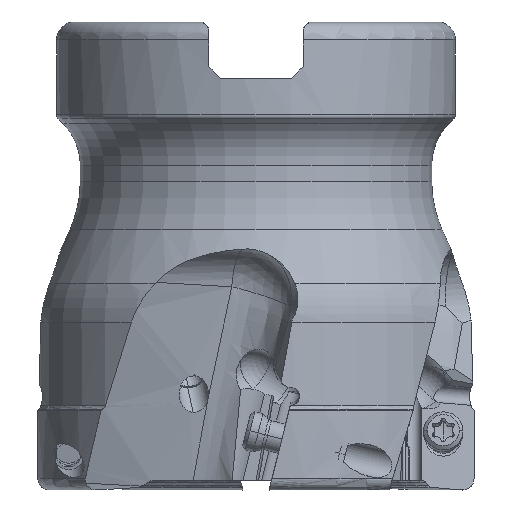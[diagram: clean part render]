
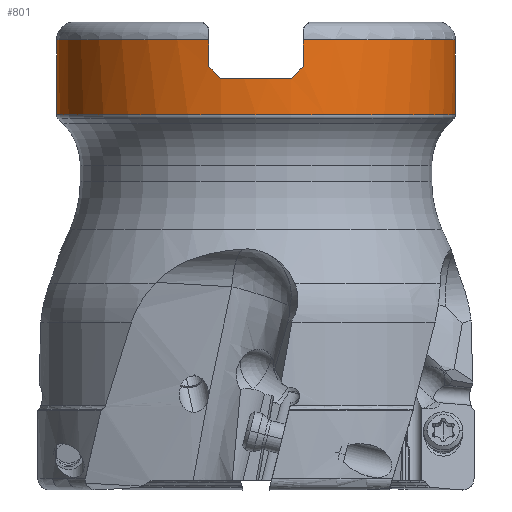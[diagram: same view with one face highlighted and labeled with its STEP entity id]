
A CAD part, front view. The second image highlights one B-rep face of the part: STEP entity #801.
In plain terms, the highlighted cylindrical face has radius 16.77 mm (diameter 33.54 mm), a partial arc.
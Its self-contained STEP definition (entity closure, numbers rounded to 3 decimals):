
#215=CYLINDRICAL_SURFACE('',#7507,16.77);
#424=FACE_OUTER_BOUND('',#1364,.T.);
#801=ADVANCED_FACE('',(#424),#215,.T.);
#1364=EDGE_LOOP('',(#3271,#3272,#3273,#3274,#3275,#3276,#3277,#3278,#3279,
#3280));
#1848=LINE('',#13492,#2145);
#1849=LINE('',#13497,#2146);
#1859=LINE('',#13600,#2156);
#1860=LINE('',#13614,#2157);
#2145=VECTOR('',#8580,1.);
#2146=VECTOR('',#8583,1.);
#2156=VECTOR('',#8617,1.);
#2157=VECTOR('',#8622,1.);
#2427=CIRCLE('',#7495,16.77);
#2432=CIRCLE('',#7504,16.77);
#2433=CIRCLE('',#7505,16.77);
#2434=CIRCLE('',#7506,16.77);
#3271=ORIENTED_EDGE('',*,*,#6075,.T.);
#3272=ORIENTED_EDGE('',*,*,#6076,.T.);
#3273=ORIENTED_EDGE('',*,*,#6077,.T.);
#3274=ORIENTED_EDGE('',*,*,#6078,.F.);
#3275=ORIENTED_EDGE('',*,*,#6079,.F.);
#3276=ORIENTED_EDGE('',*,*,#6080,.F.);
#3277=ORIENTED_EDGE('',*,*,#6049,.T.);
#3278=ORIENTED_EDGE('',*,*,#6081,.T.);
#3279=ORIENTED_EDGE('',*,*,#6047,.T.);
#3280=ORIENTED_EDGE('',*,*,#6059,.T.);
#5248=VERTEX_POINT('',#13493);
#5249=VERTEX_POINT('',#13494);
#5250=VERTEX_POINT('',#13496);
#5251=VERTEX_POINT('',#13498);
#5259=VERTEX_POINT('',#13540);
#5271=VERTEX_POINT('',#13599);
#5272=VERTEX_POINT('',#13606);
#5273=VERTEX_POINT('',#13608);
#5274=VERTEX_POINT('',#13613);
#5275=VERTEX_POINT('',#13615);
#6047=EDGE_CURVE('',#5248,#5249,#1848,.T.);
#6049=EDGE_CURVE('',#5251,#5250,#1849,.T.);
#6059=EDGE_CURVE('',#5249,#5259,#2427,.T.);
#6075=EDGE_CURVE('',#5259,#5271,#1859,.T.);
#6076=EDGE_CURVE('',#5271,#5272,#6994,.T.);
#6077=EDGE_CURVE('',#5272,#5273,#2432,.T.);
#6078=EDGE_CURVE('',#5274,#5273,#6995,.T.);
#6079=EDGE_CURVE('',#5275,#5274,#1860,.T.);
#6080=EDGE_CURVE('',#5251,#5275,#2433,.T.);
#6081=EDGE_CURVE('',#5250,#5248,#2434,.T.);
#6994=B_SPLINE_CURVE_WITH_KNOTS('',3,(#13602,#13603,#13604,#13605),
 .UNSPECIFIED.,.F.,.F.,(4,4),(0.,1.),.UNSPECIFIED.);
#6995=B_SPLINE_CURVE_WITH_KNOTS('',3,(#13609,#13610,#13611,#13612),
 .UNSPECIFIED.,.F.,.F.,(4,4),(0.,1.),.UNSPECIFIED.);
#7495=AXIS2_PLACEMENT_3D('',#13541,#8594,#8595);
#7504=AXIS2_PLACEMENT_3D('',#13607,#8620,#8621);
#7505=AXIS2_PLACEMENT_3D('',#13616,#8623,#8624);
#7506=AXIS2_PLACEMENT_3D('',#13617,#8625,#8626);
#7507=AXIS2_PLACEMENT_3D('',#13618,#8627,#8628);
#8580=DIRECTION('',(0.,0.,1.));
#8583=DIRECTION('',(0.,0.,-1.));
#8594=DIRECTION('',(0.,0.,-1.));
#8595=DIRECTION('',(1.,0.,0.));
#8617=DIRECTION('',(0.,0.,-1.));
#8620=DIRECTION('',(0.,0.,-1.));
#8621=DIRECTION('',(0.177,-0.984,0.));
#8622=DIRECTION('',(0.,0.,-1.));
#8623=DIRECTION('',(0.,0.,1.));
#8624=DIRECTION('',(-1.,0.,0.));
#8625=DIRECTION('',(0.,0.,1.));
#8626=DIRECTION('',(-1.,0.,0.));
#8627=DIRECTION('',(0.,0.,-1.));
#8628=DIRECTION('',(-1.,0.,0.));
#13492=CARTESIAN_POINT('',(16.77,0.,-7.793));
#13493=CARTESIAN_POINT('',(16.77,0.,-7.793));
#13494=CARTESIAN_POINT('',(16.77,0.,-1.5));
#13496=CARTESIAN_POINT('',(-16.77,0.,-7.793));
#13497=CARTESIAN_POINT('',(-16.77,0.,-1.5));
#13498=CARTESIAN_POINT('',(-16.77,0.,-1.5));
#13540=CARTESIAN_POINT('',(3.97,-16.293,-1.5));
#13541=CARTESIAN_POINT('',(0.,0.,-1.5));
#13599=CARTESIAN_POINT('',(3.97,-16.293,-3.76));
#13600=CARTESIAN_POINT('',(3.97,-16.293,-1.5));
#13602=CARTESIAN_POINT('',(3.97,-16.293,-3.76));
#13603=CARTESIAN_POINT('',(3.638,-16.374,-4.092));
#13604=CARTESIAN_POINT('',(3.304,-16.445,-4.426));
#13605=CARTESIAN_POINT('',(2.97,-16.505,-4.76));
#13606=CARTESIAN_POINT('',(2.97,-16.505,-4.76));
#13607=CARTESIAN_POINT('',(0.,0.,-4.76));
#13608=CARTESIAN_POINT('',(-2.97,-16.505,-4.76));
#13609=CARTESIAN_POINT('',(-3.97,-16.293,-3.76));
#13610=CARTESIAN_POINT('',(-3.638,-16.374,-4.092));
#13611=CARTESIAN_POINT('',(-3.304,-16.445,-4.426));
#13612=CARTESIAN_POINT('',(-2.97,-16.505,-4.76));
#13613=CARTESIAN_POINT('',(-3.97,-16.293,-3.76));
#13614=CARTESIAN_POINT('',(-3.97,-16.293,-1.5));
#13615=CARTESIAN_POINT('',(-3.97,-16.293,-1.5));
#13616=CARTESIAN_POINT('',(0.,0.,-1.5));
#13617=CARTESIAN_POINT('',(0.,0.,-7.793));
#13618=CARTESIAN_POINT('',(0.,0.,-1.374));
